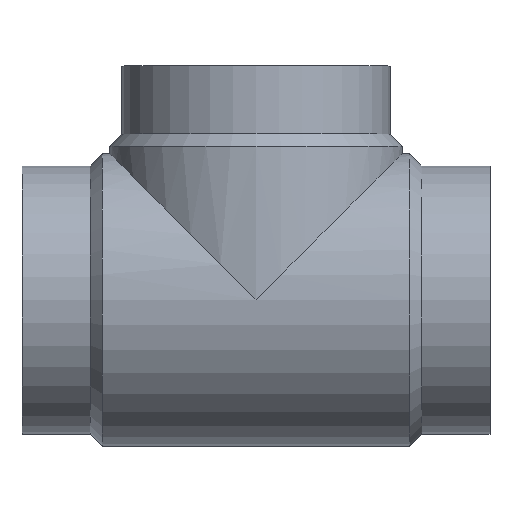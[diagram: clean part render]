
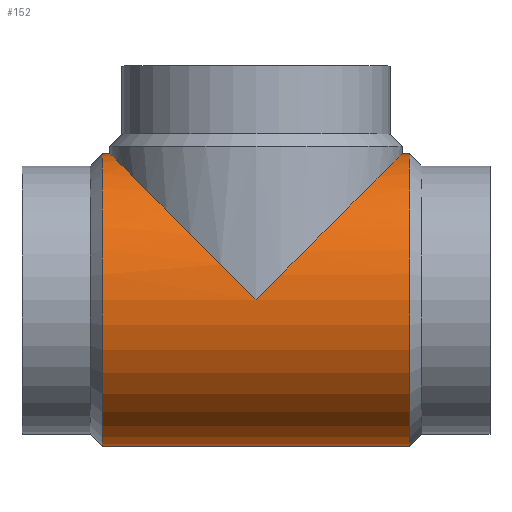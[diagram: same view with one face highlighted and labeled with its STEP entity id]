
A CAD part, top view. The second image highlights one B-rep face of the part: STEP entity #152.
In plain terms, the highlighted cylindrical face has radius 171.8 mm (diameter 343.6 mm), a partial arc.
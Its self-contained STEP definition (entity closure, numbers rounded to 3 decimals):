
#140 = EDGE_CURVE( '', #250, #286, #382, .T. );
#152 = ADVANCED_FACE( '', ( #395 ), #396, .T. );
#160 = VERTEX_POINT( '', #405 );
#176 = VERTEX_POINT( '', #423 );
#186 = VERTEX_POINT( '', #433 );
#206 = EDGE_CURVE( '', #160, #186, #455, .T. );
#228 = VERTEX_POINT( '', #479 );
#250 = VERTEX_POINT( '', #507 );
#266 = EDGE_CURVE( '', #176, #160, #525, .T. );
#278 = EDGE_CURVE( '', #286, #176, #540, .T. );
#286 = VERTEX_POINT( '', #548 );
#302 = EDGE_CURVE( '', #228, #354, #565, .T. );
#306 = EDGE_CURVE( '', #228, #186, #569, .T. );
#332 = EDGE_CURVE( '', #354, #250, #599, .T. );
#354 = VERTEX_POINT( '', #621 );
#382 = LINE( '', #641, #642 );
#395 = FACE_OUTER_BOUND( '', #660, .T. );
#396 = CYLINDRICAL_SURFACE( '', #661, 171.8 );
#405 = CARTESIAN_POINT( '', ( -446.8, 171.8, 0. ) );
#423 = CARTESIAN_POINT( '', ( -275., 0., 171.8 ) );
#433 = CARTESIAN_POINT( '', ( -455.7, 171.8, 0. ) );
#455 = LINE( '', #742, #743 );
#479 = CARTESIAN_POINT( '', ( -455.7, -171.8, 0. ) );
#507 = CARTESIAN_POINT( '', ( -94.3, 171.8, 0. ) );
#525 = ELLIPSE( '', #823, 242.962, 171.8 );
#540 = ELLIPSE( '', #840, 242.962, 171.8 );
#548 = CARTESIAN_POINT( '', ( -103.2, 171.8, 0. ) );
#565 = LINE( '', #876, #877 );
#569 = CIRCLE( '', #884, 171.8 );
#599 = CIRCLE( '', #921, 171.8 );
#621 = CARTESIAN_POINT( '', ( -94.3, -171.8, 0. ) );
#641 = CARTESIAN_POINT( '', ( -275., 171.8, 0. ) );
#642 = VECTOR( '', #972, 1. );
#660 = EDGE_LOOP( '', ( #992, #993, #994, #995, #996, #997, #998 ) );
#661 = AXIS2_PLACEMENT_3D( '', #999, #1000, #1001 );
#742 = CARTESIAN_POINT( '', ( -275., 171.8, 0. ) );
#743 = VECTOR( '', #1077, 1. );
#823 = AXIS2_PLACEMENT_3D( '', #1175, #1176, #1177 );
#840 = AXIS2_PLACEMENT_3D( '', #1198, #1199, #1200 );
#876 = CARTESIAN_POINT( '', ( -275., -171.8, 0. ) );
#877 = VECTOR( '', #1222, 1. );
#884 = AXIS2_PLACEMENT_3D( '', #1224, #1225, #1226 );
#921 = AXIS2_PLACEMENT_3D( '', #1273, #1274, #1275 );
#972 = DIRECTION( '', ( -1., 0., 0. ) );
#992 = ORIENTED_EDGE( '', *, *, #140, .T. );
#993 = ORIENTED_EDGE( '', *, *, #278, .T. );
#994 = ORIENTED_EDGE( '', *, *, #266, .T. );
#995 = ORIENTED_EDGE( '', *, *, #206, .T. );
#996 = ORIENTED_EDGE( '', *, *, #306, .F. );
#997 = ORIENTED_EDGE( '', *, *, #302, .T. );
#998 = ORIENTED_EDGE( '', *, *, #332, .T. );
#999 = CARTESIAN_POINT( '', ( -275., 0., 0. ) );
#1000 = DIRECTION( '', ( 1., 0., 0. ) );
#1001 = DIRECTION( '', ( 0., 1., 0. ) );
#1077 = DIRECTION( '', ( -1., 0., 0. ) );
#1175 = CARTESIAN_POINT( '', ( -275., 0., 0. ) );
#1176 = DIRECTION( '', ( -0.707, -0.707, 0. ) );
#1177 = DIRECTION( '', ( 0.707, -0.707, 0. ) );
#1198 = CARTESIAN_POINT( '', ( -275., 0., 0. ) );
#1199 = DIRECTION( '', ( 0.707, -0.707, 0. ) );
#1200 = DIRECTION( '', ( 0.707, 0.707, 0. ) );
#1222 = DIRECTION( '', ( 1., 0., 0. ) );
#1224 = CARTESIAN_POINT( '', ( -455.7, 0., 0. ) );
#1225 = DIRECTION( '', ( -1., 0., 0. ) );
#1226 = DIRECTION( '', ( 0., 1., 0. ) );
#1273 = CARTESIAN_POINT( '', ( -94.3, 0., 0. ) );
#1274 = DIRECTION( '', ( -1., 0., 0. ) );
#1275 = DIRECTION( '', ( 0., 1., 0. ) );
